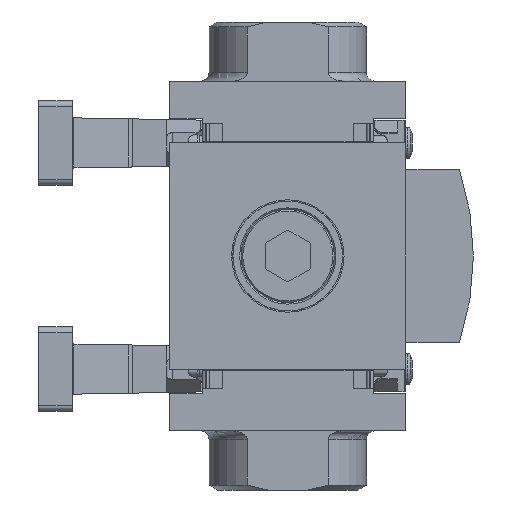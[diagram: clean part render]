
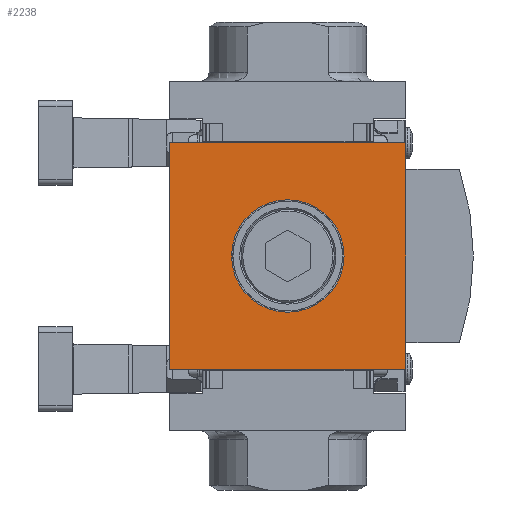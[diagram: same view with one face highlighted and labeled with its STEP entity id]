
A CAD part, front view. The second image highlights one B-rep face of the part: STEP entity #2238.
In plain terms, the highlighted planar face has unit normal (0, -1, 0).
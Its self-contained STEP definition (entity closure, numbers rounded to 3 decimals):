
#2238 = ADVANCED_FACE( '', ( #4693, #4694 ), #4695, .F. );
#4693 = FACE_BOUND( '', #7398, .T. );
#4694 = FACE_OUTER_BOUND( '', #7399, .T. );
#4695 = PLANE( '', #7400 );
#7398 = EDGE_LOOP( '', ( #13984 ) );
#7399 = EDGE_LOOP( '', ( #13985, #13986, #13987, #13988 ) );
#7400 = AXIS2_PLACEMENT_3D( '', #13989, #13990, #13991 );
#13984 = ORIENTED_EDGE( '', *, *, #19124, .F. );
#13985 = ORIENTED_EDGE( '', *, *, #18209, .F. );
#13986 = ORIENTED_EDGE( '', *, *, #18339, .F. );
#13987 = ORIENTED_EDGE( '', *, *, #17958, .F. );
#13988 = ORIENTED_EDGE( '', *, *, #16662, .F. );
#13989 = CARTESIAN_POINT( '', ( 0., -31.5, 0. ) );
#13990 = DIRECTION( '', ( 0., 1., 0. ) );
#13991 = DIRECTION( '', ( 0., 0., 1. ) );
#16662 = EDGE_CURVE( '', #20103, #20105, #20106, .T. );
#17958 = EDGE_CURVE( '', #20105, #22257, #22258, .T. );
#18209 = EDGE_CURVE( '', #22637, #20103, #22639, .T. );
#18339 = EDGE_CURVE( '', #22257, #22637, #22834, .T. );
#19124 = EDGE_CURVE( '', #23861, #23861, #23862, .T. );
#20103 = VERTEX_POINT( '', #25253 );
#20105 = VERTEX_POINT( '', #25256 );
#20106 = LINE( '', #25257, #25258 );
#22257 = VERTEX_POINT( '', #28604 );
#22258 = LINE( '', #28605, #28606 );
#22637 = VERTEX_POINT( '', #29199 );
#22639 = LINE( '', #29202, #29203 );
#22834 = LINE( '', #29492, #29493 );
#23861 = VERTEX_POINT( '', #31232 );
#23862 = CIRCLE( '', #31233, 10. );
#25253 = CARTESIAN_POINT( '', ( -21., -31.5, 20.1 ) );
#25256 = CARTESIAN_POINT( '', ( 21., -31.5, 20.1 ) );
#25257 = CARTESIAN_POINT( '', ( -21., -31.5, 20.1 ) );
#25258 = VECTOR( '', #32194, 1000. );
#28604 = CARTESIAN_POINT( '', ( 21., -31.5, -20.1 ) );
#28605 = CARTESIAN_POINT( '', ( 21., -31.5, 20.1 ) );
#28606 = VECTOR( '', #33631, 1000. );
#29199 = CARTESIAN_POINT( '', ( -21., -31.5, -20.1 ) );
#29202 = CARTESIAN_POINT( '', ( -21., -31.5, -20.1 ) );
#29203 = VECTOR( '', #33945, 1000. );
#29492 = CARTESIAN_POINT( '', ( 21., -31.5, -20.1 ) );
#29493 = VECTOR( '', #34088, 1000. );
#31232 = CARTESIAN_POINT( '', ( 0., -31.5, -10. ) );
#31233 = AXIS2_PLACEMENT_3D( '', #34844, #34845, #34846 );
#32194 = DIRECTION( '', ( 1., 0., 0. ) );
#33631 = DIRECTION( '', ( 0., 0., -1. ) );
#33945 = DIRECTION( '', ( 0., 0., 1. ) );
#34088 = DIRECTION( '', ( -1., 0., 0. ) );
#34844 = CARTESIAN_POINT( '', ( 0., -31.5, 0. ) );
#34845 = DIRECTION( '', ( 0., -1., 0. ) );
#34846 = DIRECTION( '', ( 0., 0., -1. ) );
